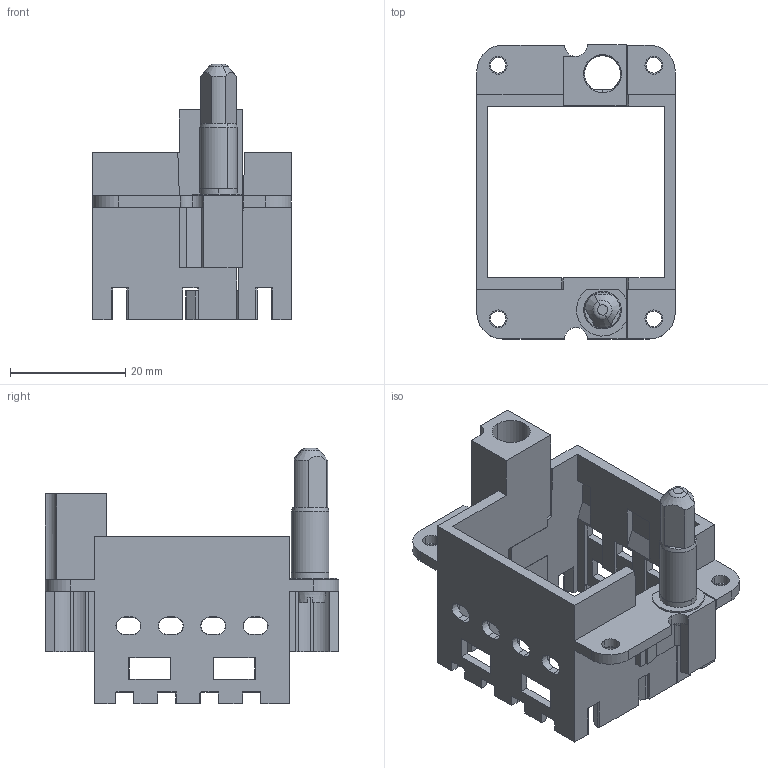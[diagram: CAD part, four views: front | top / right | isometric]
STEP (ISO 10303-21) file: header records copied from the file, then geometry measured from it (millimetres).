
FILE_DESCRIPTION(('CATIA V5 STEP Exchange','CAx-IF Rec.Pracs.--- Model Styling and Organization---1.4--- 2014-01-23'),'2;1');
FILE_NAME ('1229714-5_0', '2022-12-21T07:29:02+00:00', ('none'), ('Weidmueller'), 'CATIA Version 5-6 Release 2016 SP3 HF44', 'CATIA V5 STEP AP214', 'none');
FILE_SCHEMA(('AUTOMOTIVE_DESIGN { 1 0 10303 214 1 1 1 1 }'));
Length unit declared in the file: millimetre
Products named in the file (1): 2736890000
Bounding box: 34.4 x 51 x 44.3 mm (x, y, z)
Volume: 9119 mm3; surface area: 12011.2 mm2
Topology: 4 solids, 4 shells, 468 faces, 1326 edges, 860 vertices
Faces by surface type: plane 348, cylinder 80, cone 34, extrusion 4, torus 2
Entity records: 14211 total; most frequent: CARTESIAN_POINT 2937, ORIENTED_EDGE 2644, DIRECTION 1806, EDGE_CURVE 1322, VECTOR 974, LINE 970, VERTEX_POINT 860, AXIS2_PLACEMENT_3D 518
